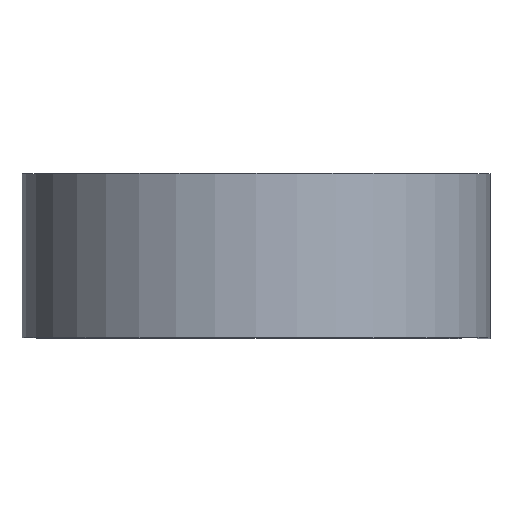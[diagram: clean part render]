
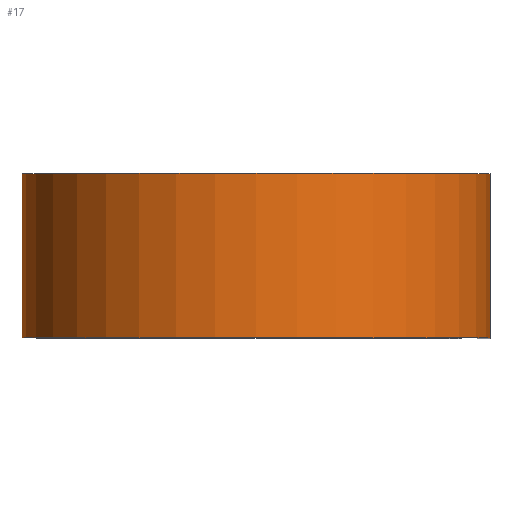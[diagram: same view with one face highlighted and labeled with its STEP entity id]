
A CAD part, top view. The second image highlights one B-rep face of the part: STEP entity #17.
In plain terms, the highlighted cylindrical face has radius 22.644 mm (diameter 45.288 mm), a partial arc.
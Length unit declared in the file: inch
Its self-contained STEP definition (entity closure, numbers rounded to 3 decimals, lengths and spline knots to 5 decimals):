
#17 = ADVANCED_FACE ( 'NONE', ( #148 ), #129, .T. ) ;
#24 = DIRECTION ( 'NONE',  ( 1., 0., 0. ) ) ;
#47 = ORIENTED_EDGE ( 'NONE', *, *, #573, .T. ) ;
#71 = EDGE_CURVE ( 'NONE', #361, #343, #359, .T. ) ;
#92 = EDGE_CURVE ( 'NONE', #628, #443, #369, .T. ) ;
#129 = CYLINDRICAL_SURFACE ( 'NONE', #357, 0.8915 ) ;
#148 = FACE_OUTER_BOUND ( 'NONE', #521, .T. ) ;
#187 = ORIENTED_EDGE ( 'NONE', *, *, #526, .F. ) ;
#202 = CARTESIAN_POINT ( 'NONE',  ( 0., 0.3125, -0.8915 ) ) ;
#209 = CARTESIAN_POINT ( 'NONE',  ( 0.8915, 0.3125, 0. ) ) ;
#259 = DIRECTION ( 'NONE',  ( 1., 0., 0. ) ) ;
#281 = LINE ( 'NONE', #712, #307 ) ;
#287 = ORIENTED_EDGE ( 'NONE', *, *, #92, .T. ) ;
#307 = VECTOR ( 'NONE', #705, 39.37008 ) ;
#311 = CARTESIAN_POINT ( 'NONE',  ( 0., -0.3125, 0. ) ) ;
#327 = CARTESIAN_POINT ( 'NONE',  ( 0., 0.3125, 0. ) ) ;
#332 = DIRECTION ( 'NONE',  ( 0., 1., 0. ) ) ;
#343 = VERTEX_POINT ( 'NONE', #209 ) ;
#357 = AXIS2_PLACEMENT_3D ( 'NONE', #327, #575, #633 ) ;
#359 = CIRCLE ( 'NONE', #468, 0.8915 ) ;
#361 = VERTEX_POINT ( 'NONE', #202 ) ;
#367 = LINE ( 'NONE', #440, #389 ) ;
#369 = CIRCLE ( 'NONE', #550, 0.8915 ) ;
#389 = VECTOR ( 'NONE', #507, 39.37008 ) ;
#424 = DIRECTION ( 'NONE',  ( 0., 1., 0. ) ) ;
#440 = CARTESIAN_POINT ( 'NONE',  ( 0.8915, 0.3125, 0. ) ) ;
#443 = VERTEX_POINT ( 'NONE', #446 ) ;
#446 = CARTESIAN_POINT ( 'NONE',  ( 0.8915, -0.3125, 0. ) ) ;
#468 = AXIS2_PLACEMENT_3D ( 'NONE', #561, #424, #24 ) ;
#507 = DIRECTION ( 'NONE',  ( 0., -1., 0. ) ) ;
#521 = EDGE_LOOP ( 'NONE', ( #287, #187, #607, #47 ) ) ;
#526 = EDGE_CURVE ( 'NONE', #343, #443, #367, .T. ) ;
#550 = AXIS2_PLACEMENT_3D ( 'NONE', #311, #332, #259 ) ;
#561 = CARTESIAN_POINT ( 'NONE',  ( 0., 0.3125, 0. ) ) ;
#573 = EDGE_CURVE ( 'NONE', #361, #628, #281, .T. ) ;
#575 = DIRECTION ( 'NONE',  ( 0., -1., 0. ) ) ;
#607 = ORIENTED_EDGE ( 'NONE', *, *, #71, .F. ) ;
#628 = VERTEX_POINT ( 'NONE', #695 ) ;
#633 = DIRECTION ( 'NONE',  ( 0., 0., -1. ) ) ;
#695 = CARTESIAN_POINT ( 'NONE',  ( 0., -0.3125, -0.8915 ) ) ;
#705 = DIRECTION ( 'NONE',  ( 0., -1., 0. ) ) ;
#712 = CARTESIAN_POINT ( 'NONE',  ( 0., 0.3125, -0.8915 ) ) ;
